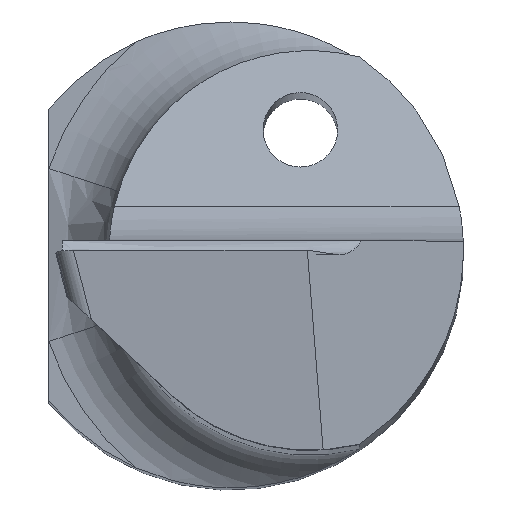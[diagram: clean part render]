
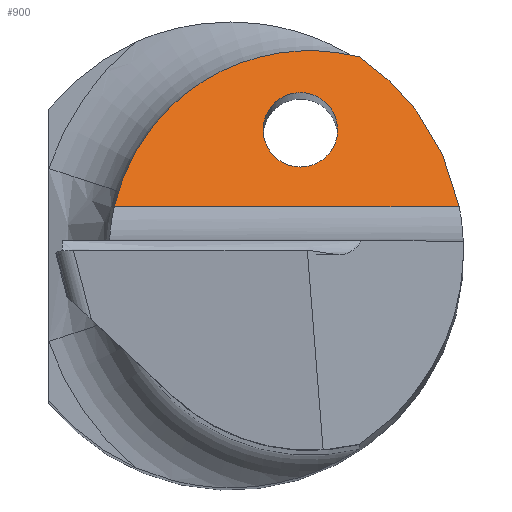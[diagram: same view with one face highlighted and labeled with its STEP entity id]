
A CAD part, top view. The second image highlights one B-rep face of the part: STEP entity #900.
In plain terms, the highlighted planar face has unit normal (0, 0.766, 0.643).
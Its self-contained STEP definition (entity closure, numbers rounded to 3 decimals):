
#33 = CARTESIAN_POINT ( 'NONE',  ( 1.55, 0.899, 40.548 ) ) ;
#34 = VERTEX_POINT ( 'NONE', #644 ) ;
#58 = CARTESIAN_POINT ( 'NONE',  ( 2.5, 0.474, 41.054 ) ) ;
#68 = VERTEX_POINT ( 'NONE', #390 ) ;
#83 = EDGE_CURVE ( 'NONE', #34, #187, #149, .T. ) ;
#91 = EDGE_CURVE ( 'NONE', #187, #633, #256, .T. ) ;
#115 = EDGE_CURVE ( 'NONE', #34, #633, #302, .T. ) ;
#116 = ORIENTED_EDGE ( 'NONE', *, *, #91, .T. ) ;
#149 =( BOUNDED_CURVE ( )  B_SPLINE_CURVE ( 3, ( #649, #345, #496, #632 ),
 .UNSPECIFIED., .F., .T. ) 
 B_SPLINE_CURVE_WITH_KNOTS ( ( 4, 4 ),
 ( 4.903, 5.697 ),
 .UNSPECIFIED. ) 
 CURVE ( )  GEOMETRIC_REPRESENTATION_ITEM ( )  RATIONAL_B_SPLINE_CURVE ( ( 1., 0.948, 0.948, 1. ) ) 
 REPRESENTATION_ITEM ( '' )  );
#187 = VERTEX_POINT ( 'NONE', #509 ) ;
#196 = CARTESIAN_POINT ( 'NONE',  ( -0.05, 0.899, 40.548 ) ) ;
#256 =( BOUNDED_CURVE ( )  B_SPLINE_CURVE ( 3, ( #879, #970, #350, #289 ),
 .UNSPECIFIED., .F., .T. ) 
 B_SPLINE_CURVE_WITH_KNOTS ( ( 4, 4 ),
 ( 6.033, 7.632 ),
 .UNSPECIFIED. ) 
 CURVE ( )  GEOMETRIC_REPRESENTATION_ITEM ( )  RATIONAL_B_SPLINE_CURVE ( ( 1., 0.798, 0.798, 1. ) ) 
 REPRESENTATION_ITEM ( '' )  );
#273 = CARTESIAN_POINT ( 'NONE',  ( 0.75, 0.899, 40.548 ) ) ;
#289 = CARTESIAN_POINT ( 'NONE',  ( -1.247, 0.474, 41.054 ) ) ;
#297 = CARTESIAN_POINT ( 'NONE',  ( 2.5, 0.474, 41.054 ) ) ;
#298 =( BOUNDED_CURVE ( )  B_SPLINE_CURVE ( 3, ( #626, #617, #33, #273, #196, #775, #707 ),
 .UNSPECIFIED., .T., .F. ) 
 B_SPLINE_CURVE_WITH_KNOTS ( ( 4, 3, 4 ),
 ( 0., 3.142, 6.283 ),
 .UNSPECIFIED. ) 
 CURVE ( )  GEOMETRIC_REPRESENTATION_ITEM ( )  RATIONAL_B_SPLINE_CURVE ( ( 1., 0.333, 0.333, 1., 0.333, 0.333, 1. ) ) 
 REPRESENTATION_ITEM ( '' )  );
#302 = LINE ( 'NONE', #297, #723 ) ;
#345 = CARTESIAN_POINT ( 'NONE',  ( 2.326, 1.142, 40.259 ) ) ;
#350 = CARTESIAN_POINT ( 'NONE',  ( -0.963, 1.73, 39.558 ) ) ;
#355 = DIRECTION ( 'NONE',  ( 0., 0.643, -0.766 ) ) ;
#362 = DIRECTION ( 'NONE',  ( 0., -0.766, -0.643 ) ) ;
#388 = ORIENTED_EDGE ( 'NONE', *, *, #526, .T. ) ;
#390 = CARTESIAN_POINT ( 'NONE',  ( 0.75, 1.699, 39.594 ) ) ;
#478 = EDGE_LOOP ( 'NONE', ( #892, #761, #116 ) ) ;
#496 = CARTESIAN_POINT ( 'NONE',  ( 1.949, 1.707, 39.585 ) ) ;
#509 = CARTESIAN_POINT ( 'NONE',  ( 1.382, 2.083, 39.137 ) ) ;
#526 = EDGE_CURVE ( 'NONE', #68, #68, #298, .T. ) ;
#588 = DIRECTION ( 'NONE',  ( -1., 0., 0. ) ) ;
#617 = CARTESIAN_POINT ( 'NONE',  ( 1.55, 1.699, 39.594 ) ) ;
#626 = CARTESIAN_POINT ( 'NONE',  ( 0.75, 1.699, 39.594 ) ) ;
#632 = CARTESIAN_POINT ( 'NONE',  ( 1.382, 2.083, 39.137 ) ) ;
#633 = VERTEX_POINT ( 'NONE', #980 ) ;
#641 = FACE_OUTER_BOUND ( 'NONE', #478, .T. ) ;
#644 = CARTESIAN_POINT ( 'NONE',  ( 2.455, 0.474, 41.054 ) ) ;
#649 = CARTESIAN_POINT ( 'NONE',  ( 2.455, 0.474, 41.054 ) ) ;
#707 = CARTESIAN_POINT ( 'NONE',  ( 0.75, 1.699, 39.594 ) ) ;
#723 = VECTOR ( 'NONE', #588, 1000. ) ;
#761 = ORIENTED_EDGE ( 'NONE', *, *, #83, .T. ) ;
#775 = CARTESIAN_POINT ( 'NONE',  ( -0.05, 1.699, 39.594 ) ) ;
#802 = FACE_BOUND ( 'NONE', #838, .T. ) ;
#838 = EDGE_LOOP ( 'NONE', ( #388 ) ) ;
#879 = CARTESIAN_POINT ( 'NONE',  ( 1.382, 2.083, 39.137 ) ) ;
#886 = PLANE ( 'NONE',  #913 ) ;
#892 = ORIENTED_EDGE ( 'NONE', *, *, #115, .F. ) ;
#900 = ADVANCED_FACE ( 'NONE', ( #802, #641 ), #886, .F. ) ;
#913 = AXIS2_PLACEMENT_3D ( 'NONE', #58, #362, #355 ) ;
#970 = CARTESIAN_POINT ( 'NONE',  ( 0.135, 2.402, 38.757 ) ) ;
#980 = CARTESIAN_POINT ( 'NONE',  ( -1.247, 0.474, 41.054 ) ) ;
